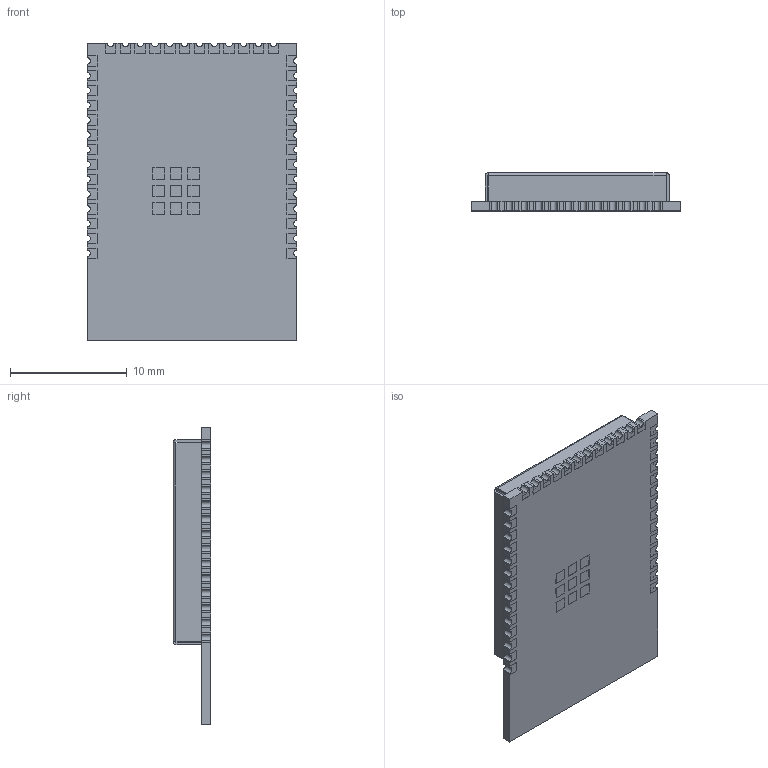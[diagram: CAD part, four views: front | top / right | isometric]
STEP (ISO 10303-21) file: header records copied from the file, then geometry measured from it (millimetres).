
FILE_DESCRIPTION (( 'STEP AP214' ), '1' );
FILE_NAME ('ESP32-S3-WROOM-2-N32R8V.STEP', '2024-02-09T11:10:17', ( 'LENOVO' ), ( '' ), 'SwSTEP 2.0', 'SolidWorks 2021', '' );
FILE_SCHEMA (( 'AUTOMOTIVE_DESIGN' ));
Length unit declared in the file: millimetre
Products named in the file (1): ESP32-S3-WROOM-2-N32R8V
Bounding box: 18 x 3.25 x 25.5 mm (x, y, z)
Volume: 447.2 mm3; surface area: 2077.8 mm2
Topology: 52 solids, 52 shells, 836 faces, 2166 edges, 1444 vertices
Faces by surface type: plane 786, cylinder 50
Entity records: 25567 total; most frequent: CARTESIAN_POINT 4447, ORIENTED_EDGE 4332, DIRECTION 3940, EDGE_CURVE 2166, LINE 2066, VECTOR 2066, VERTEX_POINT 1444, AXIS2_PLACEMENT_3D 937
